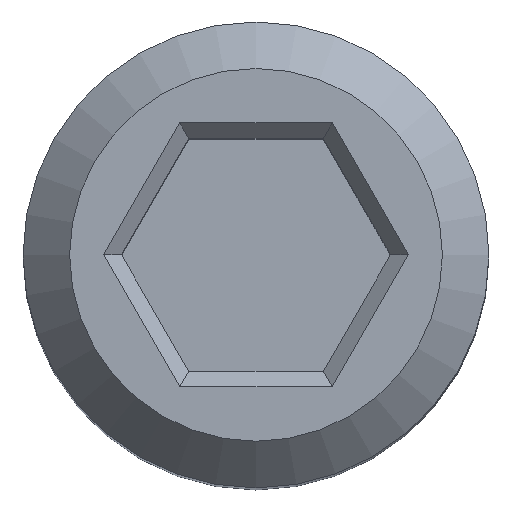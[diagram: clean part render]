
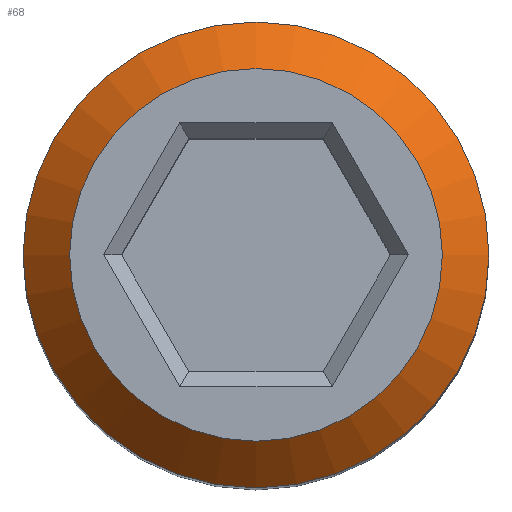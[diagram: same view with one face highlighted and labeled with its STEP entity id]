
A CAD part, top view. The second image highlights one B-rep face of the part: STEP entity #68.
In plain terms, the highlighted conical face has half-angle 45 degrees and reference radius 1.2 mm.
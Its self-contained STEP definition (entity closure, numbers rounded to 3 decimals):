
#68 = ADVANCED_FACE( '', ( #140, #141 ), #142, .T. );
#140 = FACE_OUTER_BOUND( '', #213, .T. );
#141 = FACE_BOUND( '', #214, .T. );
#142 = CONICAL_SURFACE( '', #215, 1.2, 0.785 );
#213 = EDGE_LOOP( '', ( #333 ) );
#214 = EDGE_LOOP( '', ( #334 ) );
#215 = AXIS2_PLACEMENT_3D( '', #335, #336, #337 );
#333 = ORIENTED_EDGE( '', *, *, #429, .F. );
#334 = ORIENTED_EDGE( '', *, *, #417, .F. );
#335 = CARTESIAN_POINT( '', ( 0., 0., 9.5 ) );
#336 = DIRECTION( '', ( 0., 0., -1. ) );
#337 = DIRECTION( '', ( -1., 0., 0. ) );
#417 = EDGE_CURVE( '', #489, #489, #490, .F. );
#429 = EDGE_CURVE( '', #504, #504, #505, .T. );
#489 = VERTEX_POINT( '', #587 );
#490 = CIRCLE( '', #588, 1.2 );
#504 = VERTEX_POINT( '', #609 );
#505 = CIRCLE( '', #610, 1.5 );
#587 = CARTESIAN_POINT( '', ( -1.2, 0., 9.5 ) );
#588 = AXIS2_PLACEMENT_3D( '', #659, #660, #661 );
#609 = CARTESIAN_POINT( '', ( -1.5, 0., 9.2 ) );
#610 = AXIS2_PLACEMENT_3D( '', #669, #670, #671 );
#659 = CARTESIAN_POINT( '', ( 0., 0., 9.5 ) );
#660 = DIRECTION( '', ( 0., 0., -1. ) );
#661 = DIRECTION( '', ( -1., 0., 0. ) );
#669 = CARTESIAN_POINT( '', ( 0., 0., 9.2 ) );
#670 = DIRECTION( '', ( 0., 0., -1. ) );
#671 = DIRECTION( '', ( -1., 0., 0. ) );
